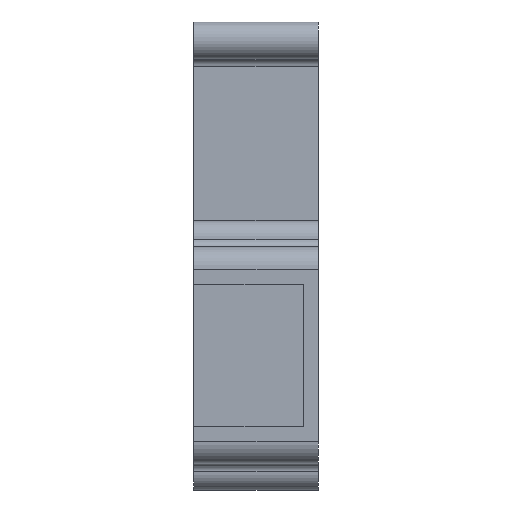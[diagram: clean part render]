
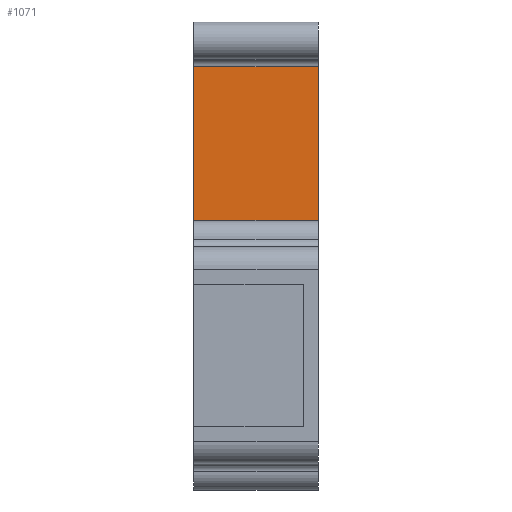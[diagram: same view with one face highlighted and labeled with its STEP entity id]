
A CAD part, left-side view. The second image highlights one B-rep face of the part: STEP entity #1071.
In plain terms, the highlighted planar face has unit normal (-1, 0, 0).
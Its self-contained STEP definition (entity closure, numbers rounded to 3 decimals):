
#48 = VERTEX_POINT ( 'NONE', #1197 ) ;
#49 = CARTESIAN_POINT ( 'NONE',  ( 0., 16.6, 3. ) ) ;
#243 = LINE ( 'NONE', #1890, #823 ) ;
#299 = LINE ( 'NONE', #727, #2237 ) ;
#384 = CARTESIAN_POINT ( 'NONE',  ( 0., 16.6, 24. ) ) ;
#388 = VERTEX_POINT ( 'NONE', #496 ) ;
#487 = DIRECTION ( 'NONE',  ( 0., 0., 1. ) ) ;
#496 = CARTESIAN_POINT ( 'NONE',  ( 0., 0., 24. ) ) ;
#551 = AXIS2_PLACEMENT_3D ( 'NONE', #2505, #1630, #1222 ) ;
#594 = CARTESIAN_POINT ( 'NONE',  ( 0., 16.6, 0. ) ) ;
#617 = LINE ( 'NONE', #594, #2570 ) ;
#727 = CARTESIAN_POINT ( 'NONE',  ( 0., 0., 3. ) ) ;
#823 = VECTOR ( 'NONE', #2328, 1000. ) ;
#1071 = ADVANCED_FACE ( 'NONE', ( #1475 ), #1434, .F. ) ;
#1091 = EDGE_CURVE ( 'NONE', #2085, #1539, #617, .T. ) ;
#1197 = CARTESIAN_POINT ( 'NONE',  ( 0., 0., 3. ) ) ;
#1222 = DIRECTION ( 'NONE',  ( 0., 0., -1. ) ) ;
#1365 = DIRECTION ( 'NONE',  ( 0., -1., 0. ) ) ;
#1434 = PLANE ( 'NONE',  #551 ) ;
#1475 = FACE_OUTER_BOUND ( 'NONE', #2691, .T. ) ;
#1539 = VERTEX_POINT ( 'NONE', #384 ) ;
#1630 = DIRECTION ( 'NONE',  ( 1., 0., 0. ) ) ;
#1642 = DIRECTION ( 'NONE',  ( 0., 0., 1. ) ) ;
#1706 = ORIENTED_EDGE ( 'NONE', *, *, #1091, .F. ) ;
#1730 = LINE ( 'NONE', #2323, #1912 ) ;
#1779 = ORIENTED_EDGE ( 'NONE', *, *, #2296, .T. ) ;
#1890 = CARTESIAN_POINT ( 'NONE',  ( 0., -7.826, 24. ) ) ;
#1912 = VECTOR ( 'NONE', #487, 1000. ) ;
#2085 = VERTEX_POINT ( 'NONE', #49 ) ;
#2206 = EDGE_CURVE ( 'NONE', #2085, #48, #299, .T. ) ;
#2237 = VECTOR ( 'NONE', #1365, 1000. ) ;
#2296 = EDGE_CURVE ( 'NONE', #388, #1539, #243, .T. ) ;
#2311 = ORIENTED_EDGE ( 'NONE', *, *, #2206, .T. ) ;
#2323 = CARTESIAN_POINT ( 'NONE',  ( 0., 0., 30. ) ) ;
#2328 = DIRECTION ( 'NONE',  ( 0., 1., 0. ) ) ;
#2505 = CARTESIAN_POINT ( 'NONE',  ( 0., 2., 30. ) ) ;
#2530 = EDGE_CURVE ( 'NONE', #48, #388, #1730, .T. ) ;
#2570 = VECTOR ( 'NONE', #1642, 1000. ) ;
#2585 = ORIENTED_EDGE ( 'NONE', *, *, #2530, .T. ) ;
#2691 = EDGE_LOOP ( 'NONE', ( #1779, #1706, #2311, #2585 ) ) ;
